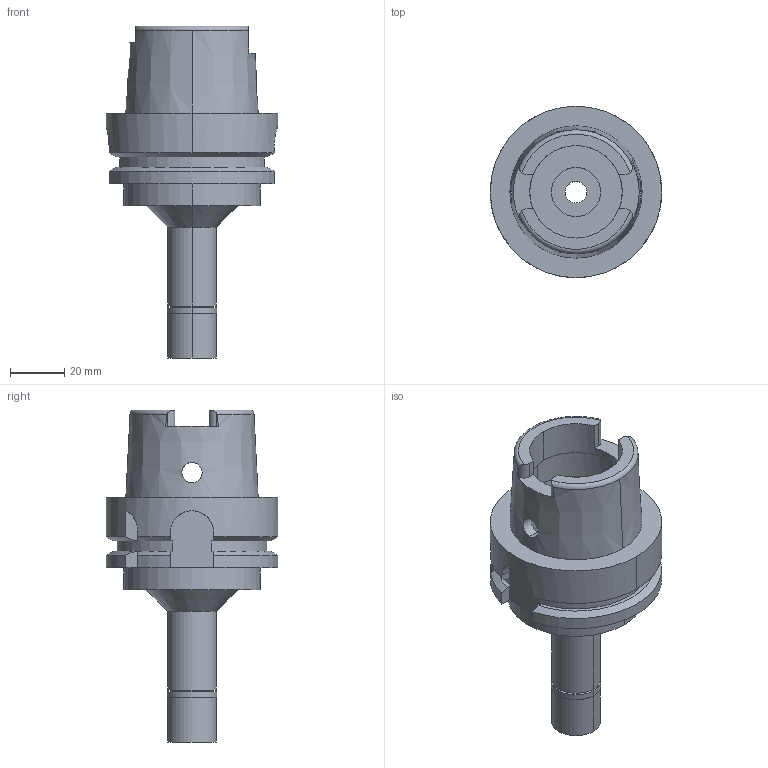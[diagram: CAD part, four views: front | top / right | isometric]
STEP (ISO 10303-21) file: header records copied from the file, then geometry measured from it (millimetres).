
FILE_DESCRIPTION((''),'2;1');
FILE_NAME('HA63MS08090-080_ASM','2017-10-20T',('ykawabe'),(''),'CREO PARAMETRIC BY PTC INC, 2016380','CREO PARAMETRIC BY PTC INC, 2016380','');
FILE_SCHEMA(('AUTOMOTIVE_DESIGN { 1 0 10303 214 1 1 1 1 }'));
Length unit declared in the file: millimetre
Products named in the file (5): HSK-A63-MEGA8S-90_1; NBC8S-8AA_1; MGN8S_1; DXF_TEMP_ASSY_ASM_4_ASM; HA63MS08090-080_ASM
Assembly tree (4 placements, depth 3):
  HA63MS08090-080_ASM
    DXF_TEMP_ASSY_ASM_4_ASM
      HSK-A63-MEGA8S-90_1
      NBC8S-8AA_1
      MGN8S_1
Bounding box: 63 x 63 x 122 mm (x, y, z)
Volume: 110239.1 mm3; surface area: 31901 mm2
Topology: 3 solids, 3 shells, 149 faces, 377 edges, 245 vertices
Faces by surface type: cylinder 67, plane 50, cone 28, torus 4
Entity records: 6807 total; most frequent: CARTESIAN_POINT 1115, DIRECTION 855, ORIENTED_EDGE 754, PRESENTATION_STYLE_ASSIGNMENT 385, STYLED_ITEM 385, CURVE_STYLE 382, EDGE_CURVE 377, AXIS2_PLACEMENT_3D 347
